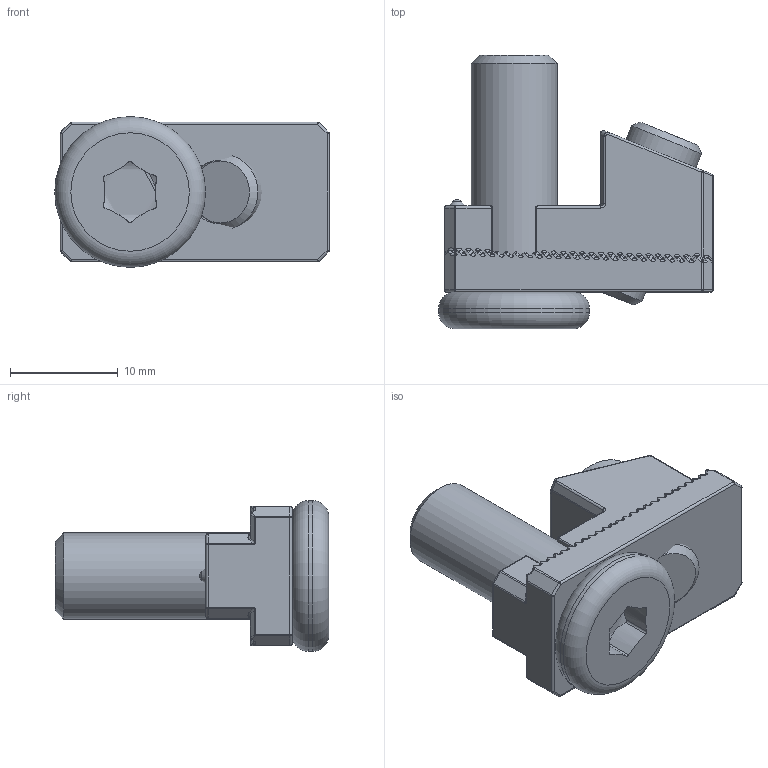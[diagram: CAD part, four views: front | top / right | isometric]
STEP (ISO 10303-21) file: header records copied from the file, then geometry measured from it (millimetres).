
FILE_DESCRIPTION(/* description */ ('KriTec Druckverbinder 8 Raster 40 M8, einseitig'),/* implementation_level */ '2;1');
FILE_NAME(/* name */ '13901_KriTec_Druckverbinder_8_Raster_40_M8_einseitig.stp',/* time_stamp */ '2020-07-14T15:23:28+02:00',/* author */ ('jendrek'),/* organization */ (''),/* preprocessor_version */ 'ST-DEVELOPER v17',/* originating_system */ 'Autodesk Inventor 2018',/* authorisation */ '');
FILE_SCHEMA (('AUTOMOTIVE_DESIGN { 1 0 10303 214 3 1 1 }'));
Length unit declared in the file: millimetre
Products named in the file (4): 13901; 13901_1; 13901_2; 13901_3
Assembly tree (3 placements, depth 2):
  13901
    13901_1
    13901_2
    13901_3
Bounding box: 25.5 x 25.4 x 14 mm (x, y, z)
Volume: 3687.7 mm3; surface area: 3055.1 mm2
Topology: 3 solids, 3 shells, 885 faces, 2080 edges, 1078 vertices
Faces by surface type: cylinder 399, bspline 198, plane 150, torus 106, sphere 25, cone 7
Full cylindrical faces by diameter (mm): 5.92 x1, 7 x1, 8 x1, 8.1 x1, 14 x1
Entity records: 28605 total; most frequent: CARTESIAN_POINT 9422, DIRECTION 4274, ORIENTED_EDGE 3908, EDGE_CURVE 1954, AXIS2_PLACEMENT_3D 1737, VERTEX_POINT 1078, EDGE_LOOP 892, FACE_OUTER_BOUND 885
